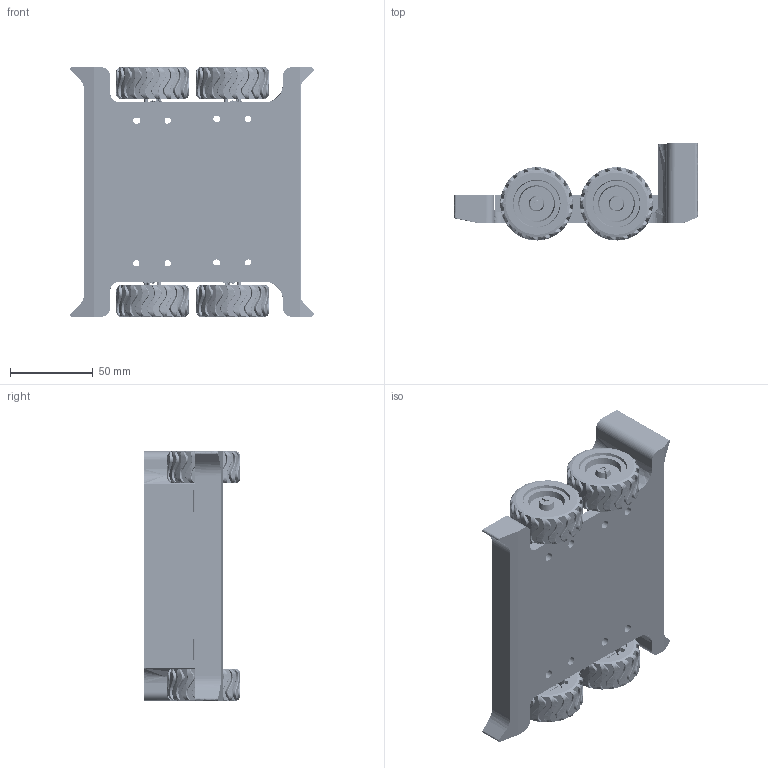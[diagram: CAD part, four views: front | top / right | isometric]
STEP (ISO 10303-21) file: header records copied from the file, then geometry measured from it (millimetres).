
FILE_DESCRIPTION(('FreeCAD Model'),'2;1');
FILE_NAME('Open CASCADE Shape Model','2025-05-03T04:23:47',('FreeCAD'),( 'FreeCAD'),'Open CASCADE STEP processor 7.6','FreeCAD','Unknown');
FILE_SCHEMA(('AUTOMOTIVE_DESIGN { 1 0 10303 214 1 1 1 1 }'));
Products named in the file (1): Open CASCADE STEP translator 7.6 1
Bounding box: 146.77 x 58.32 x 150.93 mm (x, y, z)
Volume: 306034.4 mm3; surface area: 108191.4 mm2
Topology: 105 solids, 105 shells, 9148 faces, 25105 edges, 16263 vertices
Faces by surface type: bspline 9148
Entity records: 301823 total; most frequent: CARTESIAN_POINT 168694, ORIENTED_EDGE 50210, EDGE_CURVE 25105, VERTEX_POINT 16263, B_SPLINE_CURVE_WITH_KNOTS 11441, FACE_BOUND 9484, EDGE_LOOP 9484, ADVANCED_FACE 9148
